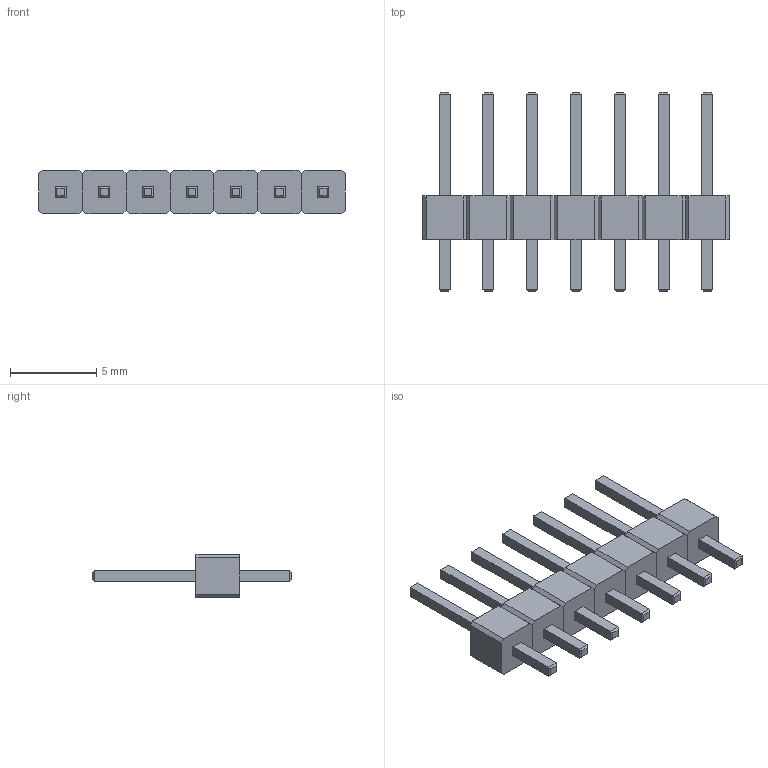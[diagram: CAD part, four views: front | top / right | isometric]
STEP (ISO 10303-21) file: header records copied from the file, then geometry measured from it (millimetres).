
FILE_DESCRIPTION (( 'STEP AP214' ), '1' );
FILE_NAME ('D46AB891-7B07-4A7E-8572-B2ECC3F4ABCA.STEP', '2023-05-16T21:41:34', ( '' ), ( '' ), 'SwSTEP 2.0', 'SolidWorks 2022', '' );
FILE_SCHEMA (( 'AUTOMOTIVE_DESIGN' ));
Length unit declared in the file: millimetre
Products named in the file (1): D46AB891-7B07-4A7E-8572-B2ECC3F4ABCA
Bounding box: 17.78 x 11.54 x 2.54 mm (x, y, z)
Volume: 138.9 mm3; surface area: 511.5 mm2
Topology: 14 solids, 14 shells, 196 faces, 448 edges, 280 vertices
Faces by surface type: plane 196
Entity records: 7351 total; most frequent: CARTESIAN_POINT 925, ORIENTED_EDGE 896, DIRECTION 842, VECTOR 448, LINE 448, EDGE_CURVE 448, VERTEX_POINT 280, EDGE_LOOP 210
